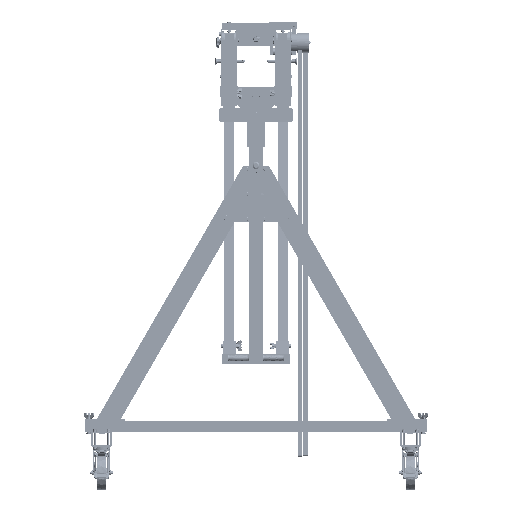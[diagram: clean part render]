
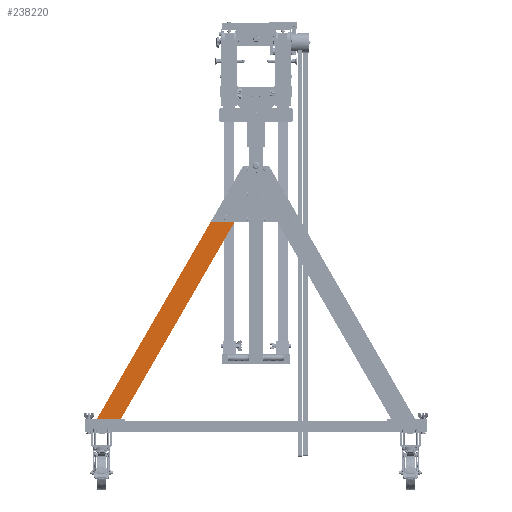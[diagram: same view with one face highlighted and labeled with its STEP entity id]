
A CAD part, front view. The second image highlights one B-rep face of the part: STEP entity #238220.
In plain terms, the highlighted planar face has unit normal (0, -1, 0).
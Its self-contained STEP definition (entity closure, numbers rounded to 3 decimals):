
#18276=LINE('',#336478,#33752);
#18277=LINE('',#336480,#33753);
#18278=LINE('',#336482,#33754);
#18279=LINE('',#336483,#33755);
#33752=VECTOR('',#275612,10.);
#33753=VECTOR('',#275613,10.);
#33754=VECTOR('',#275614,10.);
#33755=VECTOR('',#275615,10.);
#49195=FACE_OUTER_BOUND('',#63162,.T.);
#63162=EDGE_LOOP('',(#146402,#146403,#146404,#146405));
#88106=VERTEX_POINT('',#336476);
#88107=VERTEX_POINT('',#336477);
#88108=VERTEX_POINT('',#336479);
#88109=VERTEX_POINT('',#336481);
#111103=EDGE_CURVE('',#88106,#88107,#18276,.T.);
#111104=EDGE_CURVE('',#88107,#88108,#18277,.T.);
#111105=EDGE_CURVE('',#88108,#88109,#18278,.T.);
#111106=EDGE_CURVE('',#88106,#88109,#18279,.T.);
#146402=ORIENTED_EDGE('',*,*,#111103,.T.);
#146403=ORIENTED_EDGE('',*,*,#111104,.T.);
#146404=ORIENTED_EDGE('',*,*,#111105,.T.);
#146405=ORIENTED_EDGE('',*,*,#111106,.F.);
#216447=PLANE('',#252742);
#238220=ADVANCED_FACE('',(#49195),#216447,.T.);
#252742=AXIS2_PLACEMENT_3D('',#336475,#275610,#275611);
#275610=DIRECTION('center_axis',(0.,-1.,0.));
#275611=DIRECTION('ref_axis',(0.866,0.,-0.5));
#275612=DIRECTION('',(1.,0.,0.));
#275613=DIRECTION('',(0.5,0.,0.866));
#275614=DIRECTION('',(0.,0.,1.));
#275615=DIRECTION('',(0.5,0.,0.866));
#336475=CARTESIAN_POINT('Origin',(-921.402,-40.,-1143.743));
#336476=CARTESIAN_POINT('',(-924.,-40.,-1142.243));
#336477=CARTESIAN_POINT('',(-785.436,-40.,-1142.243));
#336478=CARTESIAN_POINT('',(-922.701,-40.,-1142.243));
#336479=CARTESIAN_POINT('',(-74.,-40.,90.));
#336480=CARTESIAN_POINT('',(-820.077,-40.,-1202.243));
#336481=CARTESIAN_POINT('',(-74.,-40.,330.));
#336482=CARTESIAN_POINT('',(-74.,-40.,-526.872));
#336483=CARTESIAN_POINT('',(-924.,-40.,-1142.243));
